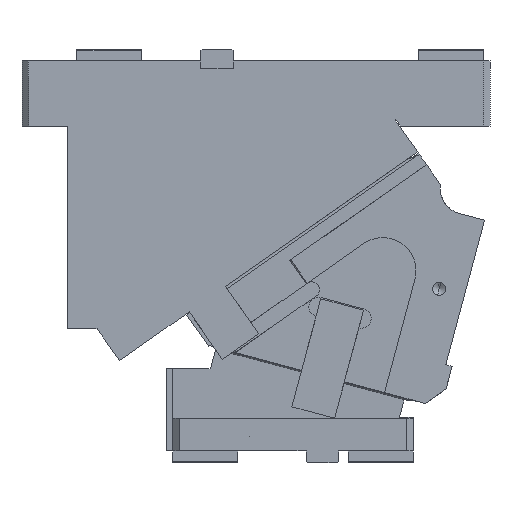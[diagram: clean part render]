
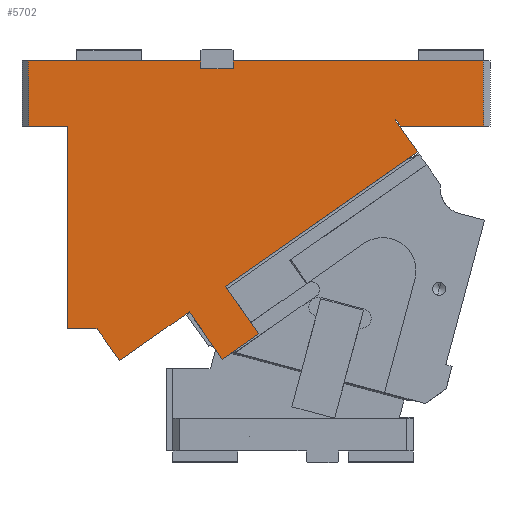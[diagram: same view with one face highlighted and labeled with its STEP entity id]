
A CAD part, front view. The second image highlights one B-rep face of the part: STEP entity #5702.
In plain terms, the highlighted planar face has unit normal (0, -1, 0).
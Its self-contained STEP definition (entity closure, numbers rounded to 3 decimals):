
#442=CARTESIAN_POINT('Vertex',(5.,-82.5,-50.)) ;
#445=CARTESIAN_POINT('Line Origine',(5.,-82.5,-25.)) ;
#449=CARTESIAN_POINT('Vertex',(5.,-82.5,0.)) ;
#473=CARTESIAN_POINT('Vertex',(35.,-82.5,-50.)) ;
#476=CARTESIAN_POINT('Line Origine',(20.,-82.5,-50.)) ;
#792=CARTESIAN_POINT('Line Origine',(71.25,-82.5,0.)) ;
#796=CARTESIAN_POINT('Vertex',(137.5,-82.5,0.)) ;
#2680=CARTESIAN_POINT('Vertex',(355.,-82.5,-50.)) ;
#2683=CARTESIAN_POINT('Line Origine',(322.999,-82.5,-50.)) ;
#2687=CARTESIAN_POINT('Vertex',(290.997,-82.5,-50.)) ;
#2721=CARTESIAN_POINT('Line Origine',(289.268,-82.5,-47.531)) ;
#2725=CARTESIAN_POINT('Vertex',(287.539,-82.5,-45.062)) ;
#2879=CARTESIAN_POINT('Vertex',(287.13,-82.5,-45.349)) ;
#2901=CARTESIAN_POINT('Line Origine',(287.335,-82.5,-45.205)) ;
#2919=CARTESIAN_POINT('Line Origine',(295.734,-82.5,-57.636)) ;
#2923=CARTESIAN_POINT('Vertex',(304.337,-82.5,-69.923)) ;
#2983=CARTESIAN_POINT('Vertex',(57.767,-82.5,-205.95)) ;
#2986=CARTESIAN_POINT('Line Origine',(57.732,-82.5,-205.975)) ;
#2990=CARTESIAN_POINT('Vertex',(57.696,-82.5,-206.)) ;
#3032=CARTESIAN_POINT('Line Origine',(46.348,-82.5,-206.)) ;
#3036=CARTESIAN_POINT('Vertex',(35.,-82.5,-206.)) ;
#4595=CARTESIAN_POINT('Line Origine',(35.,-82.5,-128.)) ;
#5224=CARTESIAN_POINT('Vertex',(162.5,-82.5,0.)) ;
#5227=CARTESIAN_POINT('Line Origine',(258.75,-82.5,0.)) ;
#5231=CARTESIAN_POINT('Vertex',(355.,-82.5,0.)) ;
#5441=CARTESIAN_POINT('Line Origine',(355.,-82.5,-25.)) ;
#5462=CARTESIAN_POINT('Vertex',(156.48,-82.5,-173.454)) ;
#5467=CARTESIAN_POINT('Line Origine',(169.242,-82.5,-191.68)) ;
#5471=CARTESIAN_POINT('Vertex',(182.004,-82.5,-209.906)) ;
#5563=CARTESIAN_POINT('Vertex',(154.153,-82.5,-229.408)) ;
#5566=CARTESIAN_POINT('Line Origine',(141.391,-82.5,-211.182)) ;
#5570=CARTESIAN_POINT('Vertex',(128.629,-82.5,-192.956)) ;
#5626=CARTESIAN_POINT('Line Origine',(168.079,-82.5,-219.657)) ;
#5638=CARTESIAN_POINT('Axis2P3D Location',(0.,-82.5,0.)) ;
#5643=CARTESIAN_POINT('Line Origine',(150.,-82.5,-6.)) ;
#5647=CARTESIAN_POINT('Vertex',(137.5,-82.5,-6.)) ;
#5649=CARTESIAN_POINT('Vertex',(162.5,-82.5,-6.)) ;
#5652=CARTESIAN_POINT('Line Origine',(137.5,-82.5,-3.)) ;
#5657=CARTESIAN_POINT('Line Origine',(66.371,-82.5,-218.238)) ;
#5661=CARTESIAN_POINT('Vertex',(74.975,-82.5,-230.525)) ;
#5664=CARTESIAN_POINT('Line Origine',(101.802,-82.5,-211.74)) ;
#5669=CARTESIAN_POINT('Line Origine',(230.409,-82.5,-121.689)) ;
#5674=CARTESIAN_POINT('Line Origine',(162.5,-82.5,-3.)) ;
#446=DIRECTION('Vector Direction',(0.,0.,-1.)) ;
#477=DIRECTION('Vector Direction',(1.,0.,0.)) ;
#793=DIRECTION('Vector Direction',(1.,0.,0.)) ;
#2684=DIRECTION('Vector Direction',(-1.,0.,0.)) ;
#2722=DIRECTION('Vector Direction',(-0.574,0.,0.819)) ;
#2902=DIRECTION('Vector Direction',(-0.819,0.,-0.574)) ;
#2920=DIRECTION('Vector Direction',(-0.574,0.,0.819)) ;
#2987=DIRECTION('Vector Direction',(-0.819,0.,-0.574)) ;
#3033=DIRECTION('Vector Direction',(1.,0.,0.)) ;
#4596=DIRECTION('Vector Direction',(0.,0.,-1.)) ;
#5228=DIRECTION('Vector Direction',(1.,0.,0.)) ;
#5442=DIRECTION('Vector Direction',(0.,0.,1.)) ;
#5468=DIRECTION('Vector Direction',(-0.574,0.,0.819)) ;
#5567=DIRECTION('Vector Direction',(-0.574,0.,0.819)) ;
#5627=DIRECTION('Vector Direction',(0.819,0.,0.574)) ;
#5639=DIRECTION('Axis2P3D Direction',(0.,1.,0.)) ;
#5640=DIRECTION('Axis2P3D XDirection',(0.,0.,1.)) ;
#5644=DIRECTION('Vector Direction',(1.,0.,0.)) ;
#5653=DIRECTION('Vector Direction',(0.,0.,1.)) ;
#5658=DIRECTION('Vector Direction',(0.574,0.,-0.819)) ;
#5665=DIRECTION('Vector Direction',(-0.819,0.,-0.574)) ;
#5670=DIRECTION('Vector Direction',(-0.819,0.,-0.574)) ;
#5675=DIRECTION('Vector Direction',(0.,0.,-1.)) ;
#5641=AXIS2_PLACEMENT_3D('Plane Axis2P3D',#5638,#5639,#5640) ;
#5680=ORIENTED_EDGE('',*,*,#5651,.F.) ;
#5681=ORIENTED_EDGE('',*,*,#5656,.T.) ;
#5682=ORIENTED_EDGE('',*,*,#798,.F.) ;
#5683=ORIENTED_EDGE('',*,*,#451,.T.) ;
#5684=ORIENTED_EDGE('',*,*,#480,.T.) ;
#5685=ORIENTED_EDGE('',*,*,#4599,.T.) ;
#5686=ORIENTED_EDGE('',*,*,#3038,.T.) ;
#5687=ORIENTED_EDGE('',*,*,#2992,.F.) ;
#5688=ORIENTED_EDGE('',*,*,#5663,.T.) ;
#5689=ORIENTED_EDGE('',*,*,#5668,.F.) ;
#5690=ORIENTED_EDGE('',*,*,#5572,.F.) ;
#5691=ORIENTED_EDGE('',*,*,#5630,.T.) ;
#5692=ORIENTED_EDGE('',*,*,#5473,.T.) ;
#5693=ORIENTED_EDGE('',*,*,#5673,.F.) ;
#5694=ORIENTED_EDGE('',*,*,#2925,.T.) ;
#5695=ORIENTED_EDGE('',*,*,#2905,.F.) ;
#5696=ORIENTED_EDGE('',*,*,#2727,.F.) ;
#5697=ORIENTED_EDGE('',*,*,#2689,.F.) ;
#5698=ORIENTED_EDGE('',*,*,#5445,.T.) ;
#5699=ORIENTED_EDGE('',*,*,#5233,.F.) ;
#5700=ORIENTED_EDGE('',*,*,#5678,.T.) ;
#447=VECTOR('Line Direction',#446,1.) ;
#478=VECTOR('Line Direction',#477,1.) ;
#794=VECTOR('Line Direction',#793,1.) ;
#2685=VECTOR('Line Direction',#2684,1.) ;
#2723=VECTOR('Line Direction',#2722,1.) ;
#2903=VECTOR('Line Direction',#2902,1.) ;
#2921=VECTOR('Line Direction',#2920,1.) ;
#2988=VECTOR('Line Direction',#2987,1.) ;
#3034=VECTOR('Line Direction',#3033,1.) ;
#4597=VECTOR('Line Direction',#4596,1.) ;
#5229=VECTOR('Line Direction',#5228,1.) ;
#5443=VECTOR('Line Direction',#5442,1.) ;
#5469=VECTOR('Line Direction',#5468,1.) ;
#5568=VECTOR('Line Direction',#5567,1.) ;
#5628=VECTOR('Line Direction',#5627,1.) ;
#5645=VECTOR('Line Direction',#5644,1.) ;
#5654=VECTOR('Line Direction',#5653,1.) ;
#5659=VECTOR('Line Direction',#5658,1.) ;
#5666=VECTOR('Line Direction',#5665,1.) ;
#5671=VECTOR('Line Direction',#5670,1.) ;
#5676=VECTOR('Line Direction',#5675,1.) ;
#5702=ADVANCED_FACE('CAM HOLDER',(#5701),#5642,.F.) ;
#451=EDGE_CURVE('',#450,#443,#448,.T.) ;
#480=EDGE_CURVE('',#443,#474,#479,.T.) ;
#798=EDGE_CURVE('',#450,#797,#795,.T.) ;
#2689=EDGE_CURVE('',#2681,#2688,#2686,.T.) ;
#2727=EDGE_CURVE('',#2688,#2726,#2724,.T.) ;
#2905=EDGE_CURVE('',#2726,#2880,#2904,.T.) ;
#2925=EDGE_CURVE('',#2924,#2880,#2922,.T.) ;
#2992=EDGE_CURVE('',#2984,#2991,#2989,.T.) ;
#3038=EDGE_CURVE('',#3037,#2991,#3035,.T.) ;
#4599=EDGE_CURVE('',#474,#3037,#4598,.T.) ;
#5233=EDGE_CURVE('',#5225,#5232,#5230,.T.) ;
#5445=EDGE_CURVE('',#2681,#5232,#5444,.T.) ;
#5473=EDGE_CURVE('',#5472,#5463,#5470,.T.) ;
#5572=EDGE_CURVE('',#5564,#5571,#5569,.T.) ;
#5630=EDGE_CURVE('',#5564,#5472,#5629,.T.) ;
#5651=EDGE_CURVE('',#5648,#5650,#5646,.T.) ;
#5656=EDGE_CURVE('',#5648,#797,#5655,.T.) ;
#5663=EDGE_CURVE('',#2984,#5662,#5660,.T.) ;
#5668=EDGE_CURVE('',#5571,#5662,#5667,.T.) ;
#5673=EDGE_CURVE('',#2924,#5463,#5672,.T.) ;
#5678=EDGE_CURVE('',#5225,#5650,#5677,.T.) ;
#5679=EDGE_LOOP('',(#5680,#5681,#5682,#5683,#5684,#5685,#5686,#5687,#5688,#5689,#5690,#5691,#5692,#5693,#5694,#5695,#5696,#5697,#5698,#5699,#5700)) ;
#5701=FACE_OUTER_BOUND('',#5679,.T.) ;
#448=LINE('Line',#445,#447) ;
#479=LINE('Line',#476,#478) ;
#795=LINE('Line',#792,#794) ;
#2686=LINE('Line',#2683,#2685) ;
#2724=LINE('Line',#2721,#2723) ;
#2904=LINE('Line',#2901,#2903) ;
#2922=LINE('Line',#2919,#2921) ;
#2989=LINE('Line',#2986,#2988) ;
#3035=LINE('Line',#3032,#3034) ;
#4598=LINE('Line',#4595,#4597) ;
#5230=LINE('Line',#5227,#5229) ;
#5444=LINE('Line',#5441,#5443) ;
#5470=LINE('Line',#5467,#5469) ;
#5569=LINE('Line',#5566,#5568) ;
#5629=LINE('Line',#5626,#5628) ;
#5646=LINE('Line',#5643,#5645) ;
#5655=LINE('Line',#5652,#5654) ;
#5660=LINE('Line',#5657,#5659) ;
#5667=LINE('Line',#5664,#5666) ;
#5672=LINE('Line',#5669,#5671) ;
#5677=LINE('Line',#5674,#5676) ;
#5642=PLANE('Plane',#5641) ;
#443=VERTEX_POINT('',#442) ;
#450=VERTEX_POINT('',#449) ;
#474=VERTEX_POINT('',#473) ;
#797=VERTEX_POINT('',#796) ;
#2681=VERTEX_POINT('',#2680) ;
#2688=VERTEX_POINT('',#2687) ;
#2726=VERTEX_POINT('',#2725) ;
#2880=VERTEX_POINT('',#2879) ;
#2924=VERTEX_POINT('',#2923) ;
#2984=VERTEX_POINT('',#2983) ;
#2991=VERTEX_POINT('',#2990) ;
#3037=VERTEX_POINT('',#3036) ;
#5225=VERTEX_POINT('',#5224) ;
#5232=VERTEX_POINT('',#5231) ;
#5463=VERTEX_POINT('',#5462) ;
#5472=VERTEX_POINT('',#5471) ;
#5564=VERTEX_POINT('',#5563) ;
#5571=VERTEX_POINT('',#5570) ;
#5648=VERTEX_POINT('',#5647) ;
#5650=VERTEX_POINT('',#5649) ;
#5662=VERTEX_POINT('',#5661) ;
